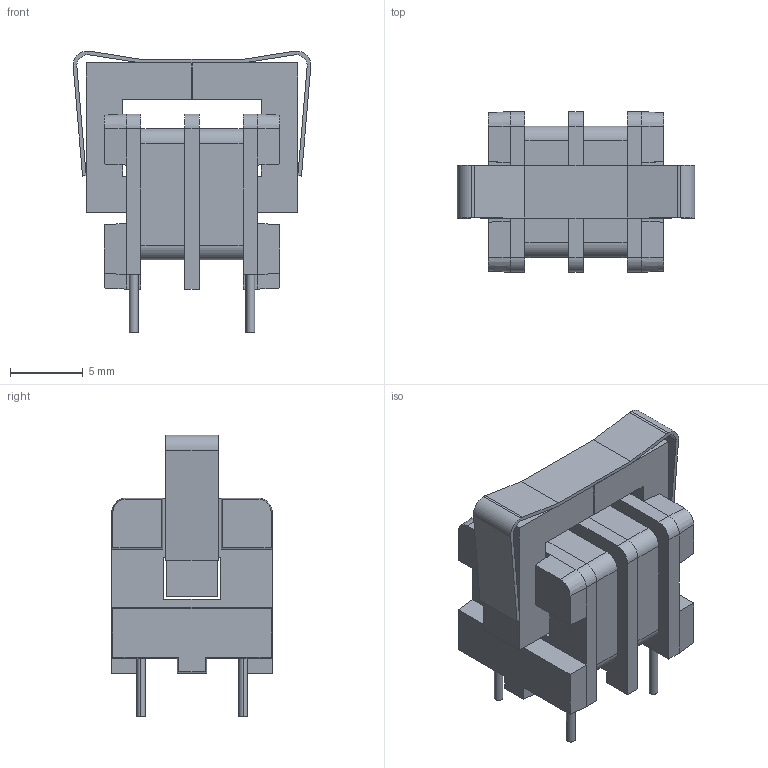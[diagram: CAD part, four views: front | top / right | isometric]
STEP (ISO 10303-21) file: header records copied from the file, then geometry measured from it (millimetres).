
FILE_DESCRIPTION (( 'STEP AP214' ), '1' );
FILE_NAME ('B7B4FDCA-26C4-47F0-A043-D93C81627F74.STEP', '2024-01-26T15:29:28', ( '' ), ( '' ), 'SwSTEP 2.0', 'SolidWorks 2022', '' );
FILE_SCHEMA (( 'AUTOMOTIVE_DESIGN' ));
Length unit declared in the file: millimetre
Products named in the file (1): B7B4FDCA-26C4-47F0-A043-D93C81627F74
Bounding box: 16.28 x 11 x 19.31 mm (x, y, z)
Volume: 1314.7 mm3; surface area: 1747.4 mm2
Topology: 2 solids, 2 shells, 146 faces, 372 edges, 236 vertices
Faces by surface type: plane 112, cylinder 30, cone 4
Entity records: 5989 total; most frequent: CARTESIAN_POINT 755, ORIENTED_EDGE 744, DIRECTION 730, EDGE_CURVE 372, LINE 308, VECTOR 308, VERTEX_POINT 236, AXIS2_PLACEMENT_3D 211
